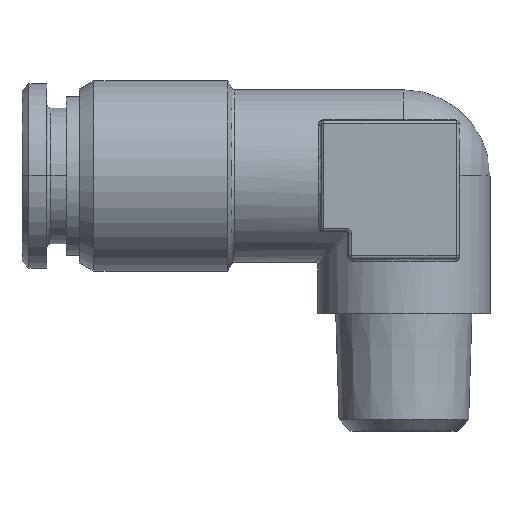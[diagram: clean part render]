
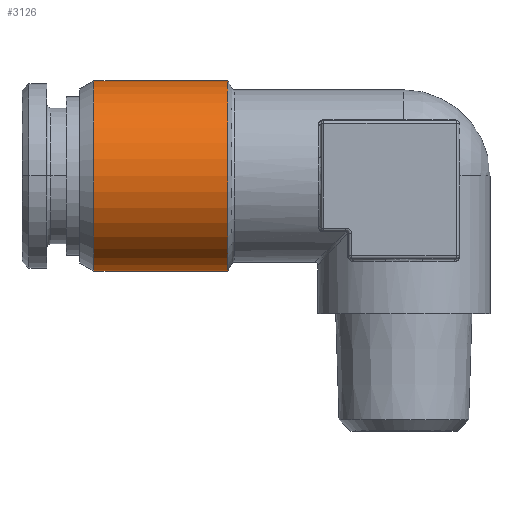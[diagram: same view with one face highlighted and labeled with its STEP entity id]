
A CAD part, top view. The second image highlights one B-rep face of the part: STEP entity #3126.
In plain terms, the highlighted cylindrical face has radius 6.9 mm (diameter 13.8 mm), a partial arc.
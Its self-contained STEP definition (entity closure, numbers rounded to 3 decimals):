
#685=DIRECTION('',(1.,0.,0.));
#686=VECTOR('',#685,9.693);
#687=CARTESIAN_POINT('',(-22.48,6.9,0.));
#688=LINE('',#687,#686);
#689=DIRECTION('',(-1.,0.,0.));
#690=VECTOR('',#689,9.693);
#691=CARTESIAN_POINT('',(-12.788,-6.9,0.));
#692=LINE('',#691,#690);
#693=CARTESIAN_POINT('',(-22.48,0.,0.));
#694=DIRECTION('',(1.,0.,0.));
#695=DIRECTION('',(0.,1.,0.));
#696=AXIS2_PLACEMENT_3D('',#693,#694,#695);
#721=CARTESIAN_POINT('',(-12.788,0.,0.));
#722=DIRECTION('',(-1.,0.,0.));
#723=DIRECTION('',(0.,-1.,0.));
#724=AXIS2_PLACEMENT_3D('',#721,#722,#723);
#1916=CARTESIAN_POINT('',(-22.48,6.9,0.));
#1917=CARTESIAN_POINT('',(-22.48,-6.9,0.));
#1918=VERTEX_POINT('',#1916);
#1919=VERTEX_POINT('',#1917);
#2028=CARTESIAN_POINT('',(-12.788,-6.9,0.));
#2029=CARTESIAN_POINT('',(-12.788,6.9,0.));
#2030=VERTEX_POINT('',#2028);
#2031=VERTEX_POINT('',#2029);
#3112=CARTESIAN_POINT('',(-24.03,0.,0.));
#3113=DIRECTION('',(1.,0.,0.));
#3114=DIRECTION('',(0.,-1.,0.));
#3115=AXIS2_PLACEMENT_3D('',#3112,#3113,#3114);
#3116=CYLINDRICAL_SURFACE('',#3115,6.9);
#3118=ORIENTED_EDGE('',*,*,#3117,.T.);
#3120=ORIENTED_EDGE('',*,*,#3119,.F.);
#3122=ORIENTED_EDGE('',*,*,#3121,.T.);
#3123=ORIENTED_EDGE('',*,*,#3107,.F.);
#3124=EDGE_LOOP('',(#3118,#3120,#3122,#3123));
#3125=FACE_OUTER_BOUND('',#3124,.F.);
#3126=ADVANCED_FACE('',(#3125),#3116,.T.);
#697=CIRCLE('',#696,6.9);
#725=CIRCLE('',#724,6.9);
#3107=EDGE_CURVE('',#1918,#1919,#697,.T.);
#3117=EDGE_CURVE('',#1918,#2031,#688,.T.);
#3119=EDGE_CURVE('',#2030,#2031,#725,.T.);
#3121=EDGE_CURVE('',#2030,#1919,#692,.T.);
